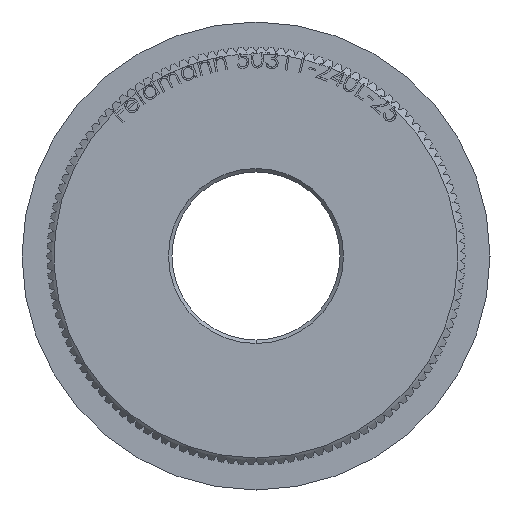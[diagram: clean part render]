
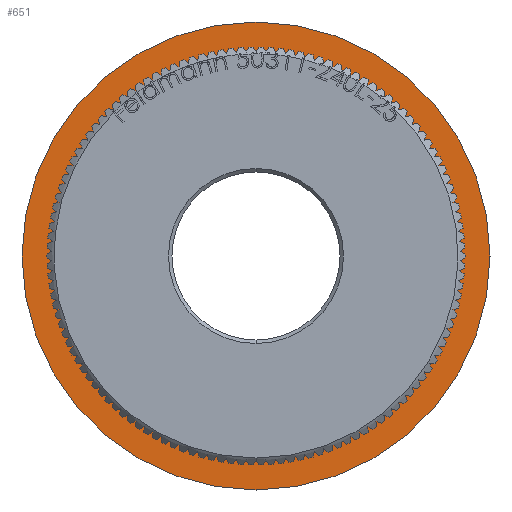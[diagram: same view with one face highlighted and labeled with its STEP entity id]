
A CAD part, front view. The second image highlights one B-rep face of the part: STEP entity #651.
In plain terms, the highlighted planar face has unit normal (0, -1, 0).
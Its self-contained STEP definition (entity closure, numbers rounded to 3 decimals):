
#335 = AXIS2_PLACEMENT_3D ( 'NONE', #7131, #19737, #15612 ) ;
#586 = AXIS2_PLACEMENT_3D ( 'NONE', #13585, #962, #9878 ) ;
#651 = ADVANCED_FACE ( 'NONE', ( #2932, #21350 ), #2218, .T. ) ;
#962 = DIRECTION ( 'NONE',  ( 0., -1., 0. ) ) ;
#1609 = DIRECTION ( 'NONE',  ( 0., 0., -1. ) ) ;
#1692 = CARTESIAN_POINT ( 'NONE',  ( 0., 7.8, 0. ) ) ;
#2068 = VERTEX_POINT ( 'NONE', #6012 ) ;
#2093 = EDGE_CURVE ( 'NONE', #16846, #17221, #11092, .T. ) ;
#2218 = PLANE ( 'NONE',  #10899 ) ;
#2932 = FACE_OUTER_BOUND ( 'NONE', #16645, .T. ) ;
#2968 = EDGE_CURVE ( 'NONE', #6506, #2068, #19629, .T. ) ;
#4738 = ORIENTED_EDGE ( 'NONE', *, *, #20220, .F. ) ;
#5291 = ORIENTED_EDGE ( 'NONE', *, *, #15155, .T. ) ;
#5724 = EDGE_LOOP ( 'NONE', ( #13766, #4738 ) ) ;
#6012 = CARTESIAN_POINT ( 'NONE',  ( 0., 7.8, 14.35 ) ) ;
#6506 = VERTEX_POINT ( 'NONE', #19814 ) ;
#6867 = AXIS2_PLACEMENT_3D ( 'NONE', #1692, #18498, #25047 ) ;
#7131 = CARTESIAN_POINT ( 'NONE',  ( 0., 7.8, 0. ) ) ;
#7860 = CIRCLE ( 'NONE', #586, 14.35 ) ;
#8987 = CIRCLE ( 'NONE', #335, 16.85 ) ;
#9878 = DIRECTION ( 'NONE',  ( 0., 0., -1. ) ) ;
#10289 = DIRECTION ( 'NONE',  ( 0., -1., 0. ) ) ;
#10899 = AXIS2_PLACEMENT_3D ( 'NONE', #21051, #10289, #19021 ) ;
#11092 = CIRCLE ( 'NONE', #15857, 16.85 ) ;
#12284 = DIRECTION ( 'NONE',  ( 0., -1., 0. ) ) ;
#12771 = ORIENTED_EDGE ( 'NONE', *, *, #2093, .T. ) ;
#13585 = CARTESIAN_POINT ( 'NONE',  ( 0., 7.8, 0. ) ) ;
#13766 = ORIENTED_EDGE ( 'NONE', *, *, #2968, .F. ) ;
#15155 = EDGE_CURVE ( 'NONE', #17221, #16846, #8987, .T. ) ;
#15612 = DIRECTION ( 'NONE',  ( 0., 0., -1. ) ) ;
#15857 = AXIS2_PLACEMENT_3D ( 'NONE', #26885, #12284, #1609 ) ;
#16645 = EDGE_LOOP ( 'NONE', ( #5291, #12771 ) ) ;
#16846 = VERTEX_POINT ( 'NONE', #22732 ) ;
#17221 = VERTEX_POINT ( 'NONE', #18461 ) ;
#18461 = CARTESIAN_POINT ( 'NONE',  ( 0., 7.8, -16.85 ) ) ;
#18498 = DIRECTION ( 'NONE',  ( 0., -1., 0. ) ) ;
#19021 = DIRECTION ( 'NONE',  ( 0., 0., -1. ) ) ;
#19629 = CIRCLE ( 'NONE', #6867, 14.35 ) ;
#19737 = DIRECTION ( 'NONE',  ( 0., -1., 0. ) ) ;
#19814 = CARTESIAN_POINT ( 'NONE',  ( 0., 7.8, -14.35 ) ) ;
#20220 = EDGE_CURVE ( 'NONE', #2068, #6506, #7860, .T. ) ;
#21051 = CARTESIAN_POINT ( 'NONE',  ( 14.35, 7.8, 0. ) ) ;
#21350 = FACE_BOUND ( 'NONE', #5724, .T. ) ;
#22732 = CARTESIAN_POINT ( 'NONE',  ( 0., 7.8, 16.85 ) ) ;
#25047 = DIRECTION ( 'NONE',  ( 0., 0., -1. ) ) ;
#26885 = CARTESIAN_POINT ( 'NONE',  ( 0., 7.8, 0. ) ) ;
